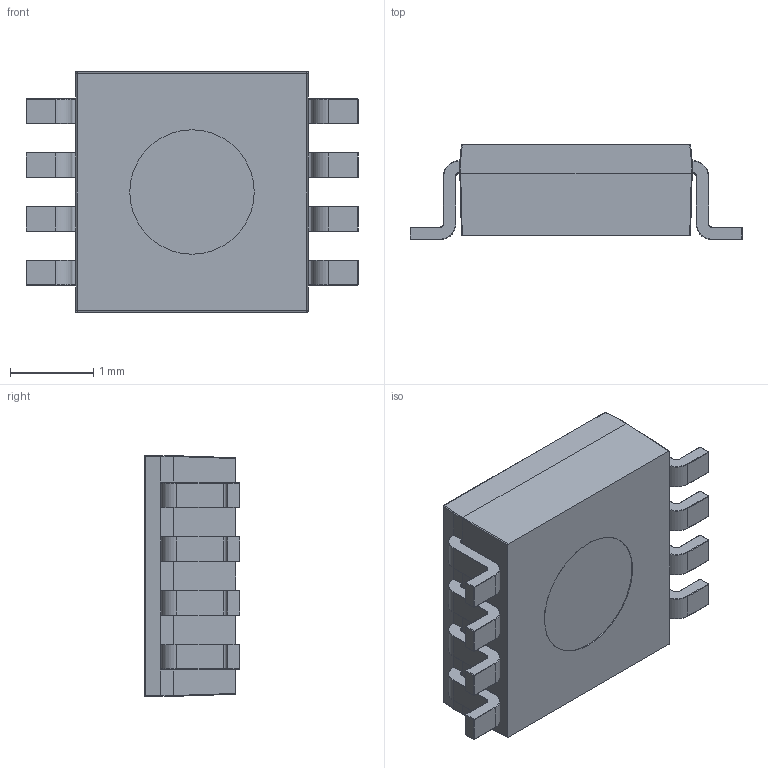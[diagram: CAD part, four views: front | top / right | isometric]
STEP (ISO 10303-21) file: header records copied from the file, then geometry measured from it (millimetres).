
FILE_DESCRIPTION(('FreeCAD Model'),'2;1');
FILE_NAME( 'User Library-SSOP-8-P-0.65.step', '2017-06-30T18:10:24',('kicad StepUp'),('ksu MCAD'), 'Open CASCADE STEP processor 6.8','FreeCAD','Unknown');
FILE_SCHEMA(('AUTOMOTIVE_DESIGN_CC2 { 1 2 10303 214 -1 1 5 4 }'));
Length unit declared in the file: millimetre
Products named in the file (1): User_Library-SSOP-8-P-0.65
Bounding box: 4 x 1.15 x 2.9 mm (x, y, z)
Volume: 9.3 mm3; surface area: 37.9 mm2
Topology: 1 solids, 1 shells, 458 faces, 1088 edges, 608 vertices
Faces by surface type: cylinder 180, plane 120, torus 64, bspline 58, sphere 36
Entity records: 19364 total; most frequent: CARTESIAN_POINT 6021, DIRECTION 2130, ORIENTED_EDGE 2104, EDGE_CURVE 1052, AXIS2_PLACEMENT_3D 805, VERTEX_POINT 608, LINE 520, VECTOR 520
